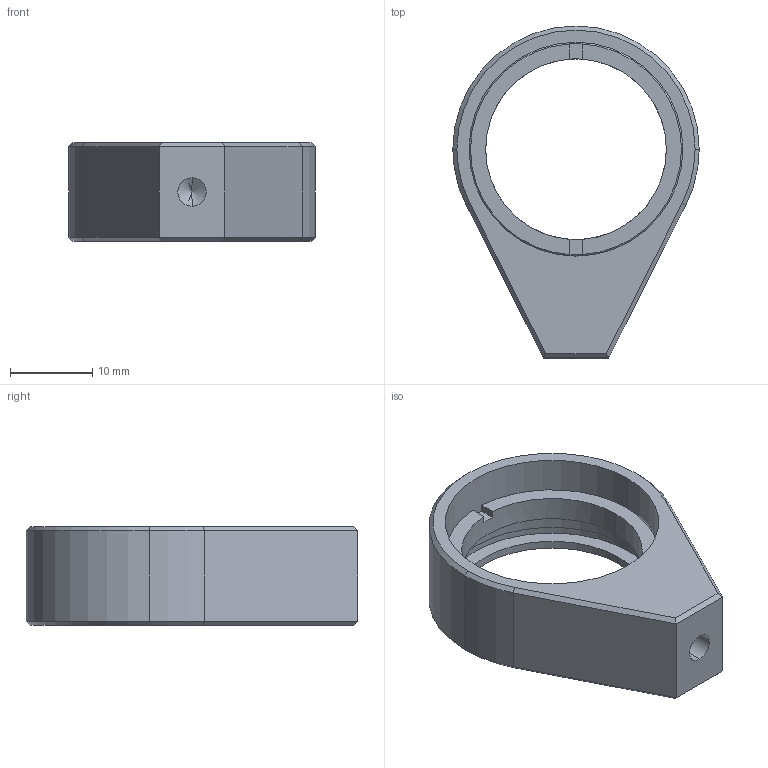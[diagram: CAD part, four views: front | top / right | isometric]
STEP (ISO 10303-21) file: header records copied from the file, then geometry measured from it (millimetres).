
FILE_DESCRIPTION (( 'STEP AP203' ), '1' );
FILE_NAME ('Web Model 13788_13788.step', '2019-10-31T13:11:35', ( '' ), ( '' ), 'SwSTEP 2.0', 'SolidWorks 2018', '' );
FILE_SCHEMA (( 'CONFIG_CONTROL_DESIGN' ));
Length unit declared in the file: millimetre
Products named in the file (1): Web Model 13788_13788
Bounding box: 30 x 40.4 x 12 mm (x, y, z)
Volume: 4557.9 mm3; surface area: 4033.7 mm2
Topology: 2 solids, 2 shells, 56 faces, 136 edges, 84 vertices
Faces by surface type: plane 26, cylinder 15, cone 15
Entity records: 1720 total; most frequent: CARTESIAN_POINT 323, DIRECTION 283, ORIENTED_EDGE 268, EDGE_CURVE 134, AXIS2_PLACEMENT_3D 108, VERTEX_POINT 84, VECTOR 67, LINE 67
